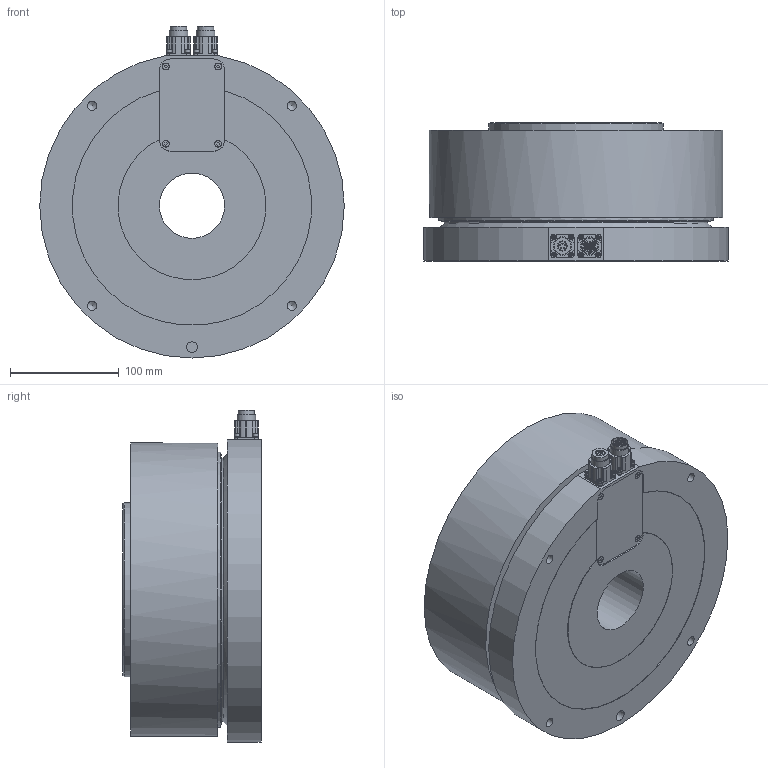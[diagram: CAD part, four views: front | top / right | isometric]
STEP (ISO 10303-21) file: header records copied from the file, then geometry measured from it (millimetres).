
FILE_DESCRIPTION (( 'STEP AP203' ), '1' );
FILE_NAME ('DMYA3G(H).STEP', '2019-09-03T03:28:21', ( '' ), ( '' ), 'SwSTEP 2.0', 'SolidWorks 2015', '' );
FILE_SCHEMA (( 'CONFIG_CONTROL_DESIGN' ));
Length unit declared in the file: millimetre
Products named in the file (1): DMYA3G(H)
Bounding box: 280 x 127 x 305.25 mm (x, y, z)
Volume: 6664173.2 mm3; surface area: 287817.8 mm2
Topology: 1 solids, 1 shells, 652 faces, 1558 edges, 1024 vertices
Faces by surface type: plane 372, cylinder 207, cone 60, torus 7, bspline 6
Full cylindrical faces by diameter (mm): 0.5 x17, 1 x24, 1.5 x2, 2.5 x8, 2.7 x8, 3 x4, 3.2 x6, 3.4 x4, 4.5 x8, 5 x2, 6.8 x6, 7 x6, 8 x7, 8.5 x4, 10 x1, 13 x6, 14.1 x1, 15 x8, 17 x2, 60 x1, 149 x1, 160 x1, 253 x1, 270 x1
Entity records: 17157 total; most frequent: CARTESIAN_POINT 3319, DIRECTION 2928, ORIENTED_EDGE 2464, EDGE_CURVE 1232, AXIS2_PLACEMENT_3D 1157, EDGE_LOOP 986, VERTEX_POINT 902, FACE_OUTER_BOUND 792
